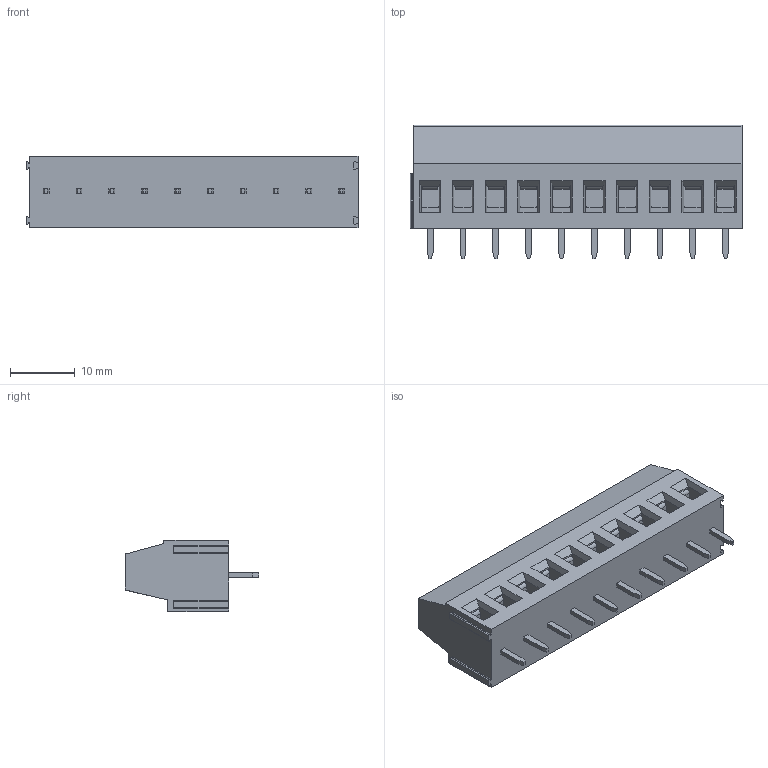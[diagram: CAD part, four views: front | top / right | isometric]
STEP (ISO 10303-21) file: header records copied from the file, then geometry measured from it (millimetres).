
FILE_DESCRIPTION(('STEP AP214'),'1');
FILE_NAME('MV2510-5,08-V.stp','2021-05-27T16:02:18',(' '),(' '),'Spatial InterOp 3D',' ',' ');
FILE_SCHEMA(('automotive_design'));
Length unit declared in the file: metre
Products named in the file (1): 1
Bounding box: 51.38 x 20.7 x 11 mm (x, y, z)
Volume: 6842 mm3; surface area: 4409.9 mm2
Topology: 1 solids, 1 shells, 503 faces, 1354 edges, 887 vertices
Faces by surface type: plane 418, cylinder 74, cone 10, extrusion 1
Full cylindrical faces by diameter (mm): 3.8 x10, 4 x10
Entity records: 19245 total; most frequent: CARTESIAN_POINT 2688, ORIENTED_EDGE 2608, DIRECTION 2487, EDGE_CURVE 1304, VECTOR 1121, LINE 1120, VERTEX_POINT 867, AXIS2_PLACEMENT_3D 683
